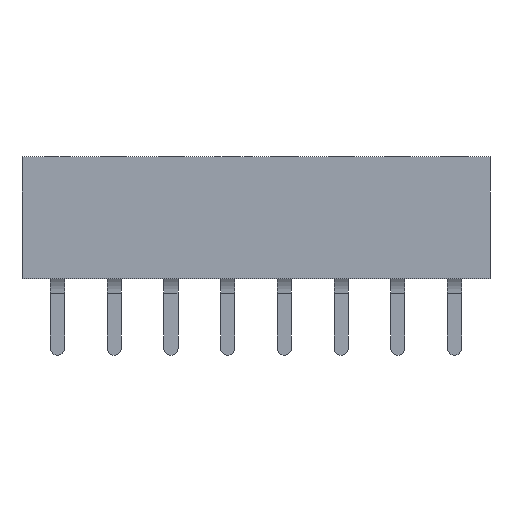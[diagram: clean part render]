
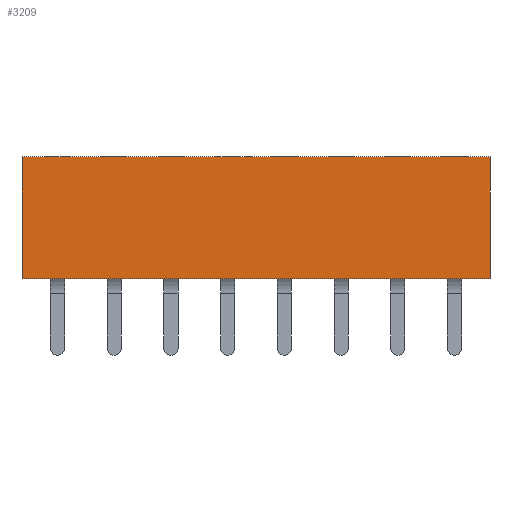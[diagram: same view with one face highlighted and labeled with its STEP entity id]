
A CAD part, front view. The second image highlights one B-rep face of the part: STEP entity #3209.
In plain terms, the highlighted planar face has unit normal (0, -1, 0).
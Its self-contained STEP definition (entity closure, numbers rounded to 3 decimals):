
#345=ORIENTED_EDGE('',*,*,#1096,.T.);
#346=ORIENTED_EDGE('',*,*,#1091,.T.);
#347=ORIENTED_EDGE('',*,*,#1203,.T.);
#348=ORIENTED_EDGE('',*,*,#1238,.T.);
#1091=EDGE_CURVE('',#1558,#1557,#1853,.T.);
#1096=EDGE_CURVE('',#1562,#1558,#1858,.T.);
#1203=EDGE_CURVE('',#1557,#1634,#1965,.T.);
#1238=EDGE_CURVE('',#1634,#1562,#2000,.T.);
#1557=VERTEX_POINT('',#4492);
#1558=VERTEX_POINT('',#4494);
#1562=VERTEX_POINT('',#4504);
#1634=VERTEX_POINT('',#4716);
#1853=LINE('',#4493,#2253);
#1858=LINE('',#4503,#2258);
#1965=LINE('',#4717,#2365);
#2000=LINE('',#4785,#2400);
#2253=VECTOR('',#3616,1000.);
#2258=VECTOR('',#3623,1000.);
#2365=VECTOR('',#3798,1000.);
#2400=VECTOR('',#3835,1000.);
#2696=EDGE_LOOP('',(#345,#346,#347,#348));
#2886=FACE_BOUND('',#2696,.T.);
#3068=PLANE('',#3410);
#3209=ADVANCED_FACE('',(#2886),#3068,.T.);
#3410=AXIS2_PLACEMENT_3D('',#4786,#3836,#3837);
#3616=DIRECTION('',(1.,0.,0.));
#3623=DIRECTION('',(0.,0.,-1.));
#3798=DIRECTION('',(0.,0.,1.));
#3835=DIRECTION('',(-1.,0.,0.));
#3836=DIRECTION('',(0.,-1.,0.));
#3837=DIRECTION('',(0.,0.,-1.));
#4492=CARTESIAN_POINT('',(8.25,-1.25,-2.15));
#4493=CARTESIAN_POINT('',(-8.25,-1.25,-2.15));
#4494=CARTESIAN_POINT('',(-8.25,-1.25,-2.15));
#4503=CARTESIAN_POINT('',(-8.25,-1.25,2.15));
#4504=CARTESIAN_POINT('',(-8.25,-1.25,2.15));
#4716=CARTESIAN_POINT('',(8.25,-1.25,2.15));
#4717=CARTESIAN_POINT('',(8.25,-1.25,-2.15));
#4785=CARTESIAN_POINT('',(8.25,-1.25,2.15));
#4786=CARTESIAN_POINT('',(0.,-1.25,0.));
